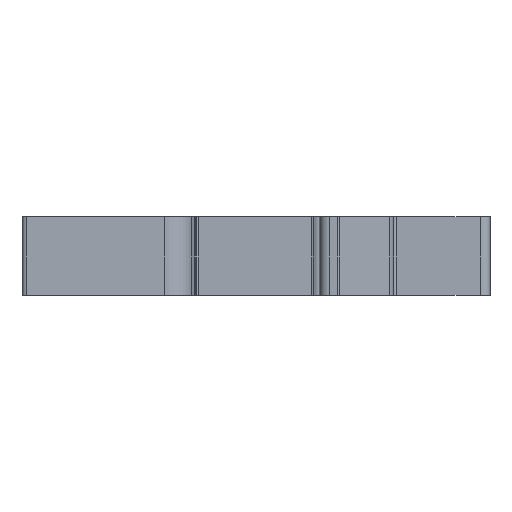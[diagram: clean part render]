
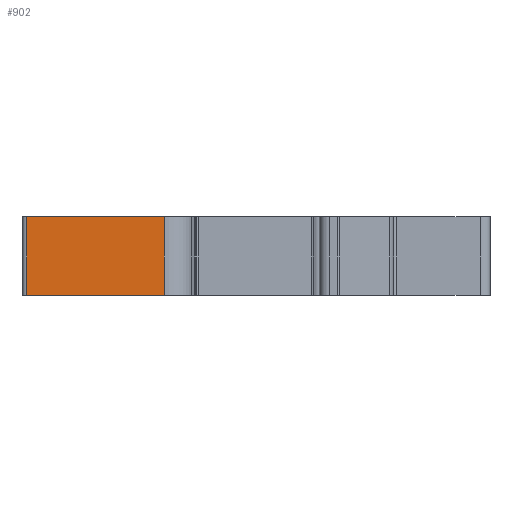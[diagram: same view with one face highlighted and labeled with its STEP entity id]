
A CAD part, front view. The second image highlights one B-rep face of the part: STEP entity #902.
In plain terms, the highlighted planar face has unit normal (0, -1, 0).
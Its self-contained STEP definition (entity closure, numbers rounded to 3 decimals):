
#283=LINE('',#4893,#585);
#342=LINE('',#5135,#644);
#404=LINE('',#5375,#706);
#405=LINE('',#5377,#707);
#585=VECTOR('',#3844,1.);
#644=VECTOR('',#4059,1.);
#706=VECTOR('',#4275,1.);
#707=VECTOR('',#4278,1.);
#902=ADVANCED_FACE('',(#1152),#1057,.F.);
#1057=PLANE('',#3595);
#1152=FACE_OUTER_BOUND('',#1323,.T.);
#1323=EDGE_LOOP('',(#1821,#1822,#1823,#1824));
#1821=ORIENTED_EDGE('',*,*,#3068,.F.);
#1822=ORIENTED_EDGE('',*,*,#2944,.F.);
#1823=ORIENTED_EDGE('',*,*,#3067,.T.);
#1824=ORIENTED_EDGE('',*,*,#2820,.T.);
#2487=VERTEX_POINT('',#4892);
#2488=VERTEX_POINT('',#4894);
#2592=VERTEX_POINT('',#5134);
#2593=VERTEX_POINT('',#5136);
#2820=EDGE_CURVE('',#2488,#2487,#283,.T.);
#2944=EDGE_CURVE('',#2592,#2593,#342,.T.);
#3067=EDGE_CURVE('',#2592,#2488,#404,.T.);
#3068=EDGE_CURVE('',#2593,#2487,#405,.T.);
#3595=AXIS2_PLACEMENT_3D('',#5378,#4279,#4280);
#3844=DIRECTION('',(1.,0.,0.));
#4059=DIRECTION('',(1.,0.,0.));
#4275=DIRECTION('',(0.,0.,-1.));
#4278=DIRECTION('',(0.,0.,-1.));
#4279=DIRECTION('',(0.,1.,0.));
#4280=DIRECTION('',(-1.,0.,0.));
#4892=CARTESIAN_POINT('',(100.218,76.949,0.));
#4893=CARTESIAN_POINT('',(86.151,76.949,0.));
#4894=CARTESIAN_POINT('',(86.151,76.949,0.));
#5134=CARTESIAN_POINT('',(86.151,76.949,8.1));
#5135=CARTESIAN_POINT('',(86.151,76.949,8.1));
#5136=CARTESIAN_POINT('',(100.218,76.949,8.1));
#5375=CARTESIAN_POINT('',(86.151,76.949,8.1));
#5377=CARTESIAN_POINT('',(100.218,76.949,8.1));
#5378=CARTESIAN_POINT('',(86.151,76.949,8.1));
